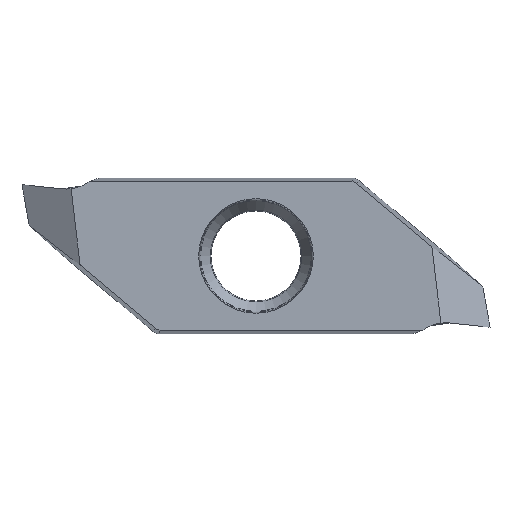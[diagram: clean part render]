
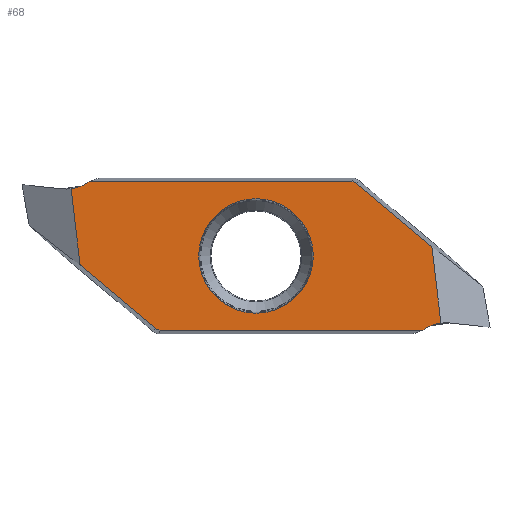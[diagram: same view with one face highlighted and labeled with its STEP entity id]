
A CAD part, top view. The second image highlights one B-rep face of the part: STEP entity #68.
In plain terms, the highlighted planar face has unit normal (0, 0, 1).
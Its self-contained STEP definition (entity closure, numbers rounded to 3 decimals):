
#68=ADVANCED_FACE('',(#247,#248),#99,.T.);
#99=PLANE('',#639);
#121=ELLIPSE('',#636,0.402,0.4);
#122=ELLIPSE('',#638,0.402,0.4);
#125=LINE('',#851,#185);
#126=LINE('',#853,#186);
#127=LINE('',#857,#187);
#128=LINE('',#859,#188);
#129=LINE('',#863,#189);
#130=LINE('',#865,#190);
#131=LINE('',#869,#191);
#132=LINE('',#871,#192);
#185=VECTOR('',#687,1.);
#186=VECTOR('',#688,1.);
#187=VECTOR('',#691,1.);
#188=VECTOR('',#692,1.);
#189=VECTOR('',#695,1.);
#190=VECTOR('',#696,1.);
#191=VECTOR('',#699,1.);
#192=VECTOR('',#700,1.);
#247=FACE_BOUND('',#261,.T.);
#248=FACE_BOUND('',#262,.T.);
#261=EDGE_LOOP('',(#299));
#262=EDGE_LOOP('',(#300,#301,#302,#303,#304,#305,#306,#307,#308,#309,#310,
#311));
#299=ORIENTED_EDGE('',*,*,#509,.F.);
#300=ORIENTED_EDGE('',*,*,#510,.F.);
#301=ORIENTED_EDGE('',*,*,#511,.T.);
#302=ORIENTED_EDGE('',*,*,#512,.T.);
#303=ORIENTED_EDGE('',*,*,#513,.F.);
#304=ORIENTED_EDGE('',*,*,#514,.F.);
#305=ORIENTED_EDGE('',*,*,#515,.T.);
#306=ORIENTED_EDGE('',*,*,#516,.F.);
#307=ORIENTED_EDGE('',*,*,#517,.T.);
#308=ORIENTED_EDGE('',*,*,#518,.T.);
#309=ORIENTED_EDGE('',*,*,#519,.F.);
#310=ORIENTED_EDGE('',*,*,#520,.T.);
#311=ORIENTED_EDGE('',*,*,#521,.T.);
#455=VERTEX_POINT('',#847);
#456=VERTEX_POINT('',#849);
#457=VERTEX_POINT('',#850);
#458=VERTEX_POINT('',#852);
#459=VERTEX_POINT('',#854);
#460=VERTEX_POINT('',#856);
#461=VERTEX_POINT('',#858);
#462=VERTEX_POINT('',#860);
#463=VERTEX_POINT('',#862);
#464=VERTEX_POINT('',#864);
#465=VERTEX_POINT('',#866);
#466=VERTEX_POINT('',#868);
#467=VERTEX_POINT('',#870);
#509=EDGE_CURVE('',#455,#455,#587,.T.);
#510=EDGE_CURVE('',#456,#457,#588,.T.);
#511=EDGE_CURVE('',#456,#458,#125,.T.);
#512=EDGE_CURVE('',#458,#459,#126,.T.);
#513=EDGE_CURVE('',#460,#459,#121,.T.);
#514=EDGE_CURVE('',#461,#460,#127,.T.);
#515=EDGE_CURVE('',#461,#462,#128,.T.);
#516=EDGE_CURVE('',#463,#462,#589,.T.);
#517=EDGE_CURVE('',#463,#464,#129,.T.);
#518=EDGE_CURVE('',#464,#465,#130,.T.);
#519=EDGE_CURVE('',#466,#465,#122,.T.);
#520=EDGE_CURVE('',#466,#467,#131,.T.);
#521=EDGE_CURVE('',#467,#457,#132,.T.);
#587=CIRCLE('',#634,3.052);
#588=CIRCLE('',#635,2.);
#589=CIRCLE('',#637,2.);
#634=AXIS2_PLACEMENT_3D('',#846,#683,#684);
#635=AXIS2_PLACEMENT_3D('',#848,#685,#686);
#636=AXIS2_PLACEMENT_3D('',#855,#689,#690);
#637=AXIS2_PLACEMENT_3D('',#861,#693,#694);
#638=AXIS2_PLACEMENT_3D('',#867,#697,#698);
#639=AXIS2_PLACEMENT_3D('',#872,#701,#702);
#683=DIRECTION('',(0.,0.,1.));
#684=DIRECTION('',(0.,-1.,0.));
#685=DIRECTION('',(0.,0.,1.));
#686=DIRECTION('',(-1.,0.,0.));
#687=DIRECTION('',(-0.118,0.993,0.));
#688=DIRECTION('',(-0.766,0.643,0.));
#689=DIRECTION('',(0.,0.,-1.));
#690=DIRECTION('',(0.342,0.94,0.));
#691=DIRECTION('',(1.,0.,0.));
#692=DIRECTION('',(-0.866,-0.5,0.));
#693=DIRECTION('',(0.,0.,1.));
#694=DIRECTION('',(1.,0.,0.));
#695=DIRECTION('',(0.118,-0.993,0.));
#696=DIRECTION('',(0.766,-0.643,0.));
#697=DIRECTION('',(0.,0.,-1.));
#698=DIRECTION('',(-0.342,-0.94,0.));
#699=DIRECTION('',(1.,0.,0.));
#700=DIRECTION('',(0.866,0.5,0.));
#701=DIRECTION('',(0.,0.,1.));
#702=DIRECTION('',(0.,-1.,0.));
#846=CARTESIAN_POINT('',(0.,0.,-0.15));
#847=CARTESIAN_POINT('',(0.,-3.052,-0.15));
#848=CARTESIAN_POINT('',(10.084,-5.568,-0.15));
#849=CARTESIAN_POINT('',(9.854,-3.582,-0.15));
#850=CARTESIAN_POINT('',(9.084,-3.836,-0.15));
#851=CARTESIAN_POINT('',(9.964,-4.51,-0.15));
#852=CARTESIAN_POINT('',(9.371,0.492,-0.15));
#853=CARTESIAN_POINT('',(14.464,-3.782,-0.15));
#854=CARTESIAN_POINT('',(5.36,3.857,-0.15));
#855=CARTESIAN_POINT('',(5.103,3.548,-0.15));
#856=CARTESIAN_POINT('',(5.104,3.95,-0.15));
#857=CARTESIAN_POINT('',(13.,3.95,-0.15));
#858=CARTESIAN_POINT('',(-8.888,3.95,-0.15));
#859=CARTESIAN_POINT('',(-8.078,4.418,-0.15));
#860=CARTESIAN_POINT('',(-9.084,3.836,-0.15));
#861=CARTESIAN_POINT('',(-10.084,5.568,-0.15));
#862=CARTESIAN_POINT('',(-9.854,3.582,-0.15));
#863=CARTESIAN_POINT('',(-8.633,-6.716,-0.15));
#864=CARTESIAN_POINT('',(-9.371,-0.492,-0.15));
#865=CARTESIAN_POINT('',(6.236,-13.587,-0.15));
#866=CARTESIAN_POINT('',(-5.36,-3.857,-0.15));
#867=CARTESIAN_POINT('',(-5.103,-3.548,-0.15));
#868=CARTESIAN_POINT('',(-5.104,-3.95,-0.15));
#869=CARTESIAN_POINT('',(13.,-3.95,-0.15));
#870=CARTESIAN_POINT('',(8.888,-3.95,-0.15));
#871=CARTESIAN_POINT('',(8.078,-4.418,-0.15));
#872=CARTESIAN_POINT('',(13.,-4.15,-0.15));
